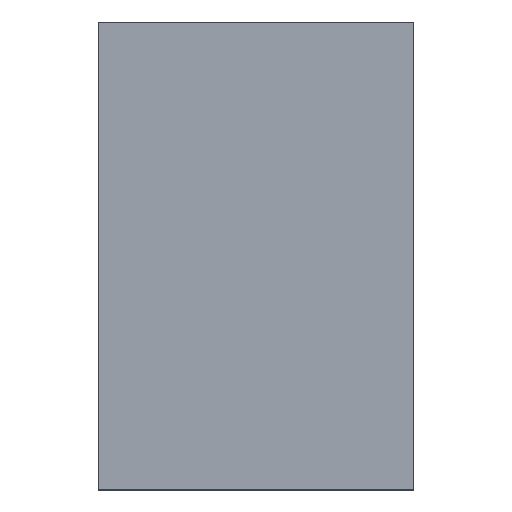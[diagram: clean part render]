
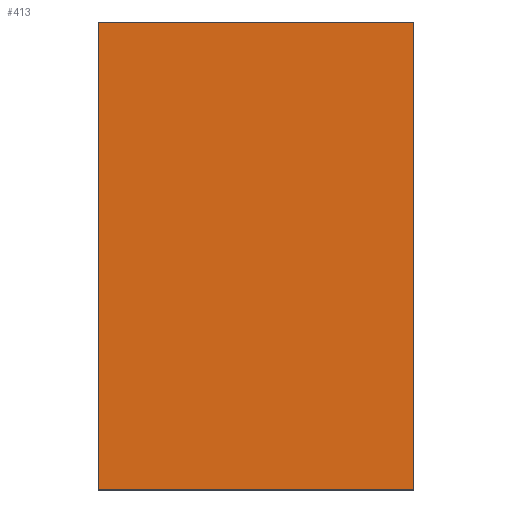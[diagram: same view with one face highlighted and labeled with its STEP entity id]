
A CAD part, top view. The second image highlights one B-rep face of the part: STEP entity #413.
In plain terms, the highlighted planar face has unit normal (0, 0, 1).
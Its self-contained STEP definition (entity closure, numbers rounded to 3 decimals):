
#99 = VERTEX_POINT('',#100);
#100 = CARTESIAN_POINT('',(-2.07,-17.64,5.));
#107 = PLANE('',#108);
#108 = AXIS2_PLACEMENT_3D('',#109,#110,#111);
#109 = CARTESIAN_POINT('',(-2.07,-17.64,0.));
#110 = DIRECTION('',(0.,1.,0.));
#111 = DIRECTION('',(1.,0.,0.));
#119 = PLANE('',#120);
#120 = AXIS2_PLACEMENT_3D('',#121,#122,#123);
#121 = CARTESIAN_POINT('',(-2.07,22.36,0.));
#122 = DIRECTION('',(1.,0.,-0.));
#123 = DIRECTION('',(0.,-1.,0.));
#131 = EDGE_CURVE('',#99,#132,#134,.T.);
#132 = VERTEX_POINT('',#133);
#133 = CARTESIAN_POINT('',(24.93,-17.64,5.));
#134 = SURFACE_CURVE('',#135,(#139,#146),.PCURVE_S1.);
#135 = LINE('',#136,#137);
#136 = CARTESIAN_POINT('',(-2.07,-17.64,5.));
#137 = VECTOR('',#138,1.);
#138 = DIRECTION('',(1.,0.,0.));
#139 = PCURVE('',#107,#140);
#140 = DEFINITIONAL_REPRESENTATION('',(#141),#145);
#141 = LINE('',#142,#143);
#142 = CARTESIAN_POINT('',(0.,-5.));
#143 = VECTOR('',#144,1.);
#144 = DIRECTION('',(1.,0.));
#145 = ( GEOMETRIC_REPRESENTATION_CONTEXT(2) 
PARAMETRIC_REPRESENTATION_CONTEXT() REPRESENTATION_CONTEXT('2D SPACE',''
  ) );
#146 = PCURVE('',#147,#152);
#147 = PLANE('',#148);
#148 = AXIS2_PLACEMENT_3D('',#149,#150,#151);
#149 = CARTESIAN_POINT('',(11.43,2.36,5.));
#150 = DIRECTION('',(0.,0.,1.));
#151 = DIRECTION('',(1.,0.,0.));
#152 = DEFINITIONAL_REPRESENTATION('',(#153),#157);
#153 = LINE('',#154,#155);
#154 = CARTESIAN_POINT('',(-13.5,-20.));
#155 = VECTOR('',#156,1.);
#156 = DIRECTION('',(1.,0.));
#157 = ( GEOMETRIC_REPRESENTATION_CONTEXT(2) 
PARAMETRIC_REPRESENTATION_CONTEXT() REPRESENTATION_CONTEXT('2D SPACE',''
  ) );
#175 = PLANE('',#176);
#176 = AXIS2_PLACEMENT_3D('',#177,#178,#179);
#177 = CARTESIAN_POINT('',(24.93,-17.64,0.));
#178 = DIRECTION('',(-1.,0.,0.));
#179 = DIRECTION('',(0.,1.,0.));
#217 = EDGE_CURVE('',#132,#218,#220,.T.);
#218 = VERTEX_POINT('',#219);
#219 = CARTESIAN_POINT('',(24.93,22.36,5.));
#220 = SURFACE_CURVE('',#221,(#225,#232),.PCURVE_S1.);
#221 = LINE('',#222,#223);
#222 = CARTESIAN_POINT('',(24.93,-17.64,5.));
#223 = VECTOR('',#224,1.);
#224 = DIRECTION('',(0.,1.,0.));
#225 = PCURVE('',#175,#226);
#226 = DEFINITIONAL_REPRESENTATION('',(#227),#231);
#227 = LINE('',#228,#229);
#228 = CARTESIAN_POINT('',(0.,-5.));
#229 = VECTOR('',#230,1.);
#230 = DIRECTION('',(1.,0.));
#231 = ( GEOMETRIC_REPRESENTATION_CONTEXT(2) 
PARAMETRIC_REPRESENTATION_CONTEXT() REPRESENTATION_CONTEXT('2D SPACE',''
  ) );
#232 = PCURVE('',#147,#233);
#233 = DEFINITIONAL_REPRESENTATION('',(#234),#238);
#234 = LINE('',#235,#236);
#235 = CARTESIAN_POINT('',(13.5,-20.));
#236 = VECTOR('',#237,1.);
#237 = DIRECTION('',(0.,1.));
#238 = ( GEOMETRIC_REPRESENTATION_CONTEXT(2) 
PARAMETRIC_REPRESENTATION_CONTEXT() REPRESENTATION_CONTEXT('2D SPACE',''
  ) );
#256 = PLANE('',#257);
#257 = AXIS2_PLACEMENT_3D('',#258,#259,#260);
#258 = CARTESIAN_POINT('',(24.93,22.36,0.));
#259 = DIRECTION('',(0.,-1.,0.));
#260 = DIRECTION('',(-1.,0.,0.));
#293 = EDGE_CURVE('',#218,#294,#296,.T.);
#294 = VERTEX_POINT('',#295);
#295 = CARTESIAN_POINT('',(-2.07,22.36,5.));
#296 = SURFACE_CURVE('',#297,(#301,#308),.PCURVE_S1.);
#297 = LINE('',#298,#299);
#298 = CARTESIAN_POINT('',(24.93,22.36,5.));
#299 = VECTOR('',#300,1.);
#300 = DIRECTION('',(-1.,0.,0.));
#301 = PCURVE('',#256,#302);
#302 = DEFINITIONAL_REPRESENTATION('',(#303),#307);
#303 = LINE('',#304,#305);
#304 = CARTESIAN_POINT('',(0.,-5.));
#305 = VECTOR('',#306,1.);
#306 = DIRECTION('',(1.,0.));
#307 = ( GEOMETRIC_REPRESENTATION_CONTEXT(2) 
PARAMETRIC_REPRESENTATION_CONTEXT() REPRESENTATION_CONTEXT('2D SPACE',''
  ) );
#308 = PCURVE('',#147,#309);
#309 = DEFINITIONAL_REPRESENTATION('',(#310),#314);
#310 = LINE('',#311,#312);
#311 = CARTESIAN_POINT('',(13.5,20.));
#312 = VECTOR('',#313,1.);
#313 = DIRECTION('',(-1.,0.));
#314 = ( GEOMETRIC_REPRESENTATION_CONTEXT(2) 
PARAMETRIC_REPRESENTATION_CONTEXT() REPRESENTATION_CONTEXT('2D SPACE',''
  ) );
#364 = EDGE_CURVE('',#294,#99,#365,.T.);
#365 = SURFACE_CURVE('',#366,(#370,#377),.PCURVE_S1.);
#366 = LINE('',#367,#368);
#367 = CARTESIAN_POINT('',(-2.07,22.36,5.));
#368 = VECTOR('',#369,1.);
#369 = DIRECTION('',(0.,-1.,0.));
#370 = PCURVE('',#119,#371);
#371 = DEFINITIONAL_REPRESENTATION('',(#372),#376);
#372 = LINE('',#373,#374);
#373 = CARTESIAN_POINT('',(0.,-5.));
#374 = VECTOR('',#375,1.);
#375 = DIRECTION('',(1.,0.));
#376 = ( GEOMETRIC_REPRESENTATION_CONTEXT(2) 
PARAMETRIC_REPRESENTATION_CONTEXT() REPRESENTATION_CONTEXT('2D SPACE',''
  ) );
#377 = PCURVE('',#147,#378);
#378 = DEFINITIONAL_REPRESENTATION('',(#379),#383);
#379 = LINE('',#380,#381);
#380 = CARTESIAN_POINT('',(-13.5,20.));
#381 = VECTOR('',#382,1.);
#382 = DIRECTION('',(0.,-1.));
#383 = ( GEOMETRIC_REPRESENTATION_CONTEXT(2) 
PARAMETRIC_REPRESENTATION_CONTEXT() REPRESENTATION_CONTEXT('2D SPACE',''
  ) );
#413 = ADVANCED_FACE('',(#414),#147,.T.);
#414 = FACE_BOUND('',#415,.T.);
#415 = EDGE_LOOP('',(#416,#417,#418,#419));
#416 = ORIENTED_EDGE('',*,*,#131,.T.);
#417 = ORIENTED_EDGE('',*,*,#217,.T.);
#418 = ORIENTED_EDGE('',*,*,#293,.T.);
#419 = ORIENTED_EDGE('',*,*,#364,.T.);
